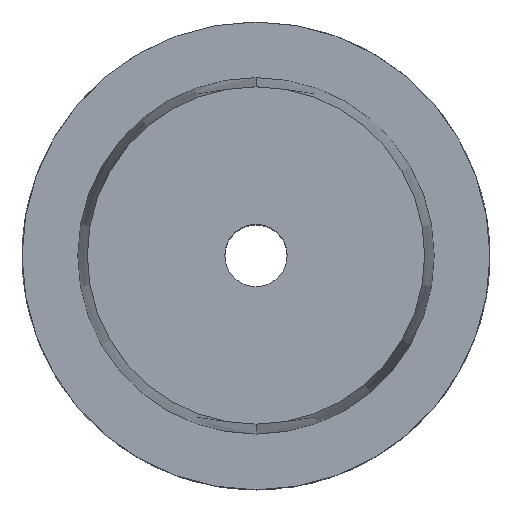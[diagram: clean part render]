
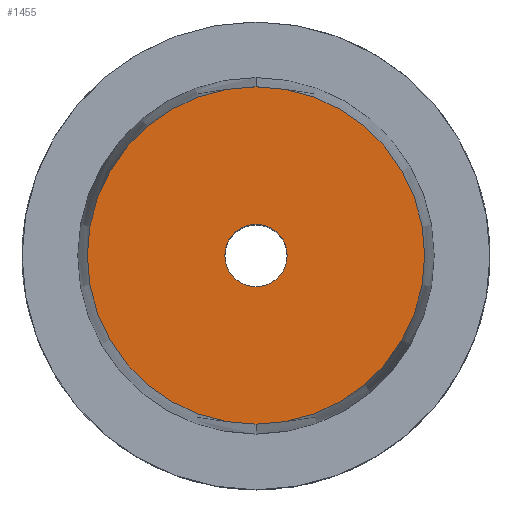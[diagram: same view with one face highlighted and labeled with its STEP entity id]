
A CAD part, top view. The second image highlights one B-rep face of the part: STEP entity #1455.
In plain terms, the highlighted planar face has unit normal (0, 0, 1).
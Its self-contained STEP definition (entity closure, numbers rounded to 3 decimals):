
#155=CARTESIAN_POINT('',(0.,0.,32.));
#156=DIRECTION('',(0.,0.,1.));
#157=DIRECTION('',(0.,1.,0.));
#158=AXIS2_PLACEMENT_3D('',#155,#156,#157);
#163=CARTESIAN_POINT('',(0.,0.,32.));
#164=DIRECTION('',(0.,0.,-1.));
#165=DIRECTION('',(0.,1.,0.));
#166=AXIS2_PLACEMENT_3D('',#163,#164,#165);
#171=CARTESIAN_POINT('',(0.,0.,32.));
#172=DIRECTION('',(0.,0.,-1.));
#173=DIRECTION('',(0.,1.,0.));
#174=AXIS2_PLACEMENT_3D('',#171,#172,#173);
#179=CARTESIAN_POINT('',(0.,0.,32.));
#180=DIRECTION('',(0.,0.,-1.));
#181=DIRECTION('',(0.,-1.,0.));
#182=AXIS2_PLACEMENT_3D('',#179,#180,#181);
#1187=CARTESIAN_POINT('',(0.,4.2,32.));
#1188=CARTESIAN_POINT('',(0.,-4.2,32.));
#1189=VERTEX_POINT('',#1187);
#1190=VERTEX_POINT('',#1188);
#1245=CARTESIAN_POINT('',(0.,22.717,32.));
#1246=VERTEX_POINT('',#1245);
#1247=CARTESIAN_POINT('',(0.,-22.717,32.));
#1248=VERTEX_POINT('',#1247);
#1440=CARTESIAN_POINT('',(0.,0.,32.));
#1441=DIRECTION('',(0.,0.,-1.));
#1442=DIRECTION('',(0.,-1.,0.));
#1443=AXIS2_PLACEMENT_3D('',#1440,#1441,#1442);
#1444=PLANE('',#1443);
#1446=ORIENTED_EDGE('',*,*,#1445,.F.);
#1448=ORIENTED_EDGE('',*,*,#1447,.T.);
#1449=EDGE_LOOP('',(#1446,#1448));
#1450=FACE_OUTER_BOUND('',#1449,.F.);
#1451=ORIENTED_EDGE('',*,*,#1420,.F.);
#1452=ORIENTED_EDGE('',*,*,#1434,.F.);
#1453=EDGE_LOOP('',(#1451,#1452));
#1454=FACE_BOUND('',#1453,.F.);
#159=CIRCLE('',#158,22.717);
#167=CIRCLE('',#166,22.717);
#175=CIRCLE('',#174,4.2);
#183=CIRCLE('',#182,4.2);
#1420=EDGE_CURVE('',#1189,#1190,#175,.T.);
#1434=EDGE_CURVE('',#1190,#1189,#183,.T.);
#1445=EDGE_CURVE('',#1246,#1248,#159,.T.);
#1447=EDGE_CURVE('',#1246,#1248,#167,.T.);
#1455=ADVANCED_FACE('',(#1450,#1454),#1444,.F.);
